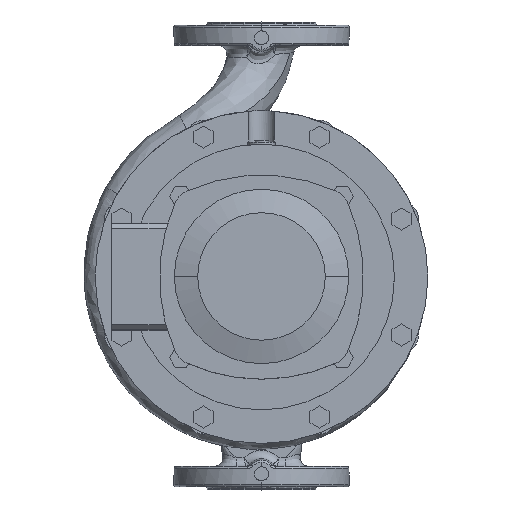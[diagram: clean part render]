
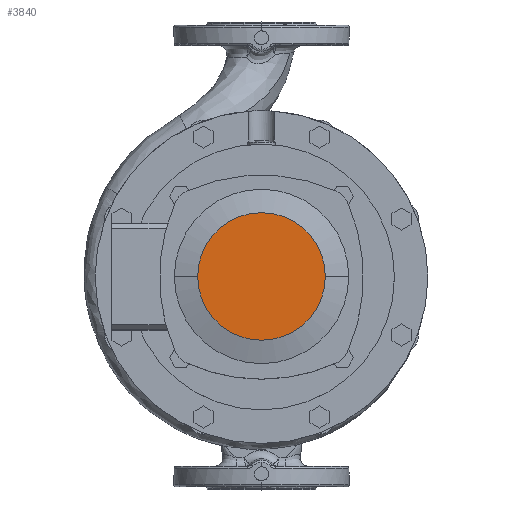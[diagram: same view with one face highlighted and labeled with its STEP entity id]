
A CAD part, top view. The second image highlights one B-rep face of the part: STEP entity #3840.
In plain terms, the highlighted planar face has unit normal (0, 0, 1).
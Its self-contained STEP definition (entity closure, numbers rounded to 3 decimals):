
#1710 = CARTESIAN_POINT ( 'NONE',  ( 60., 0., 387.5 ) ) ;
#1748 = CARTESIAN_POINT ( 'NONE',  ( -60., 0., 387.5 ) ) ;
#3840 = ADVANCED_FACE ( 'NONE', ( #21641 ), #21640, .F. ) ;
#4047 = EDGE_CURVE ( 'NONE', #22508, #22527, #12261, .T. ) ;
#12253 = AXIS2_PLACEMENT_3D ( 'NONE', #18972, #18971, #18970 ) ;
#12261 = CIRCLE ( 'NONE', #12253, 60. ) ;
#12919 = AXIS2_PLACEMENT_3D ( 'NONE', #21643, #21637, #21636 ) ;
#15075 = CARTESIAN_POINT ( 'NONE',  ( 0., 0., 387.5 ) ) ;
#15076 = DIRECTION ( 'NONE',  ( 0., 0., 1. ) ) ;
#15077 = DIRECTION ( 'NONE',  ( 1., 0., 0. ) ) ;
#16664 = AXIS2_PLACEMENT_3D ( 'NONE', #15075, #15076, #15077 ) ;
#16669 = CIRCLE ( 'NONE', #16664, 60. ) ;
#18206 = ORIENTED_EDGE ( 'NONE', *, *, #4047, .T. ) ;
#18213 = ORIENTED_EDGE ( 'NONE', *, *, #24607, .T. ) ;
#18970 = DIRECTION ( 'NONE',  ( 1., 0., 0. ) ) ;
#18971 = DIRECTION ( 'NONE',  ( 0., 0., 1. ) ) ;
#18972 = CARTESIAN_POINT ( 'NONE',  ( 0., 0., 387.5 ) ) ;
#21111 = EDGE_LOOP ( 'NONE', ( #18206, #18213 ) ) ;
#21636 = DIRECTION ( 'NONE',  ( -1., 0., 0. ) ) ;
#21637 = DIRECTION ( 'NONE',  ( 0., 0., -1. ) ) ;
#21640 = PLANE ( 'NONE',  #12919 ) ;
#21641 = FACE_OUTER_BOUND ( 'NONE', #21111, .T. ) ;
#21643 = CARTESIAN_POINT ( 'NONE',  ( -60., 0., 387.5 ) ) ;
#22508 = VERTEX_POINT ( 'NONE', #1748 ) ;
#22527 = VERTEX_POINT ( 'NONE', #1710 ) ;
#24607 = EDGE_CURVE ( 'NONE', #22527, #22508, #16669, .T. ) ;
